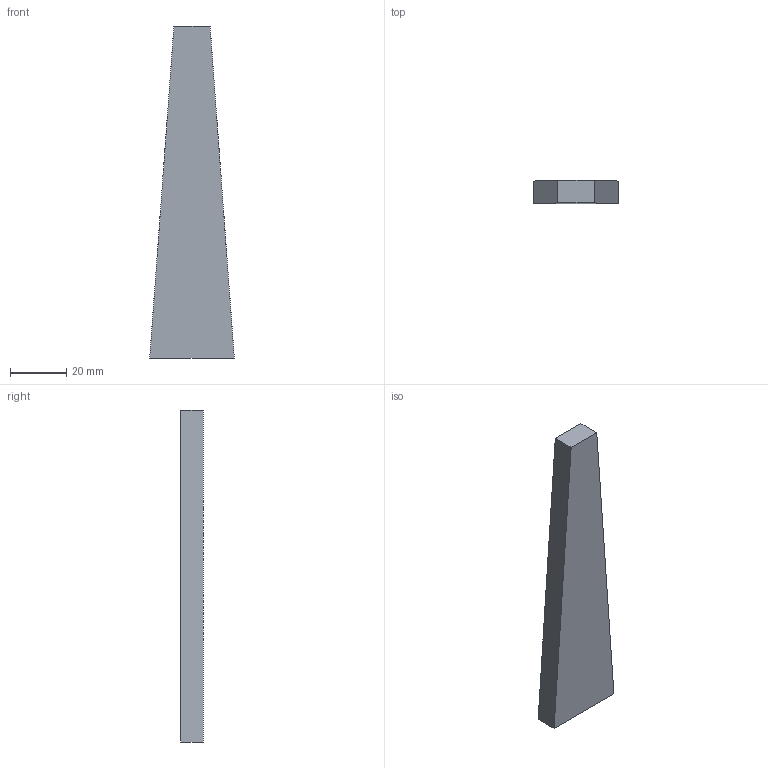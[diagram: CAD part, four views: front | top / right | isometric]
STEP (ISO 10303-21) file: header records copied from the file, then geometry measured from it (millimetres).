
FILE_DESCRIPTION (( 'STEP AP214' ), '1' );
FILE_NAME ('one_finger_gel_mold.STEP', '2025-03-13T19:33:57', ( '' ), ( '' ), 'SwSTEP 2.0', 'SolidWorks 2024', '' );
FILE_SCHEMA (( 'AUTOMOTIVE_DESIGN' ));
Length unit declared in the file: millimetre
Products named in the file (1): one_finger_gel_mold
Bounding box: 30.1 x 8 x 118.09 mm (x, y, z)
Volume: 12519.6 mm3; surface area: 8003.4 mm2
Topology: 1 solids, 1 shells, 15 faces, 36 edges, 24 vertices
Faces by surface type: plane 12, bspline 2, cylinder 1
Entity records: 823 total; most frequent: CARTESIAN_POINT 482, ORIENTED_EDGE 72, DIRECTION 50, EDGE_CURVE 36, VERTEX_POINT 24, VECTOR 22, LINE 22, EDGE_LOOP 16
